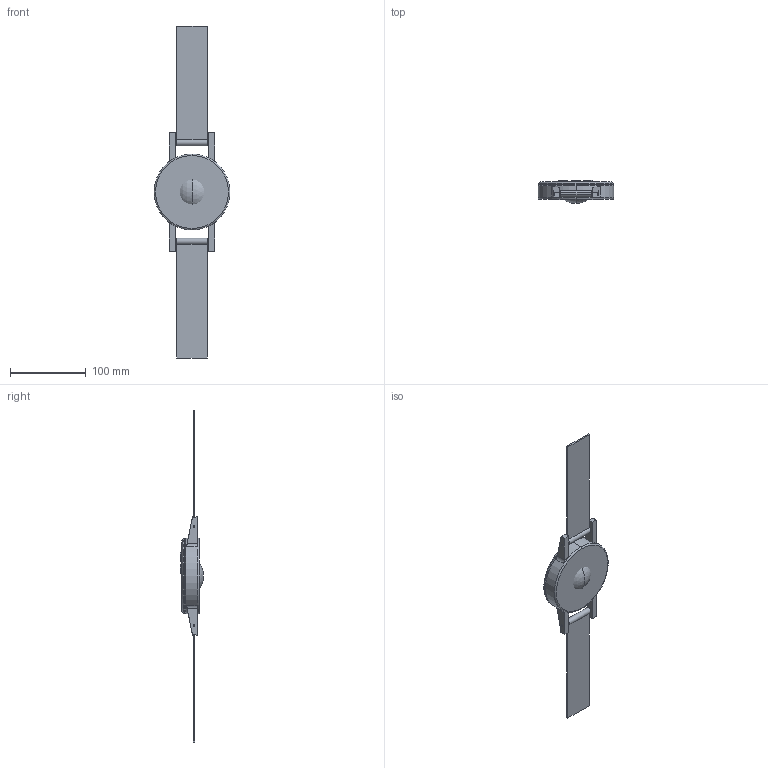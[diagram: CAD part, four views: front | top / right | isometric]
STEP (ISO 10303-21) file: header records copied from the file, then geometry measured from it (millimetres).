
FILE_DESCRIPTION (( 'STEP AP214' ), '1' );
FILE_NAME ('Assembly.STEP', '2020-07-30T19:08:32', ( '' ), ( '' ), 'SwSTEP 2.0', 'SolidWorks 2018', '' );
FILE_SCHEMA (( 'AUTOMOTIVE_DESIGN' ));
Length unit declared in the file: millimetre
Products named in the file (6): Assembly; PCB; Screen; Strap; Strap PIn; AgroBand
Assembly tree (7 placements, depth 2):
  Assembly
    AgroBand
    PCB
    Screen
    Strap  x2
    Strap PIn  x2
Bounding box: 100 x 30.41 x 437.87 mm (x, y, z)
Volume: 205113.3 mm3; surface area: 89970.4 mm2
Topology: 7 solids, 7 shells, 199 faces, 468 edges, 305 vertices
Faces by surface type: plane 105, cylinder 78, torus 10, cone 4, sphere 2
Entity records: 6540 total; most frequent: CARTESIAN_POINT 990, DIRECTION 972, ORIENTED_EDGE 888, EDGE_CURVE 444, AXIS2_PLACEMENT_3D 351, VERTEX_POINT 289, LINE 270, VECTOR 270
